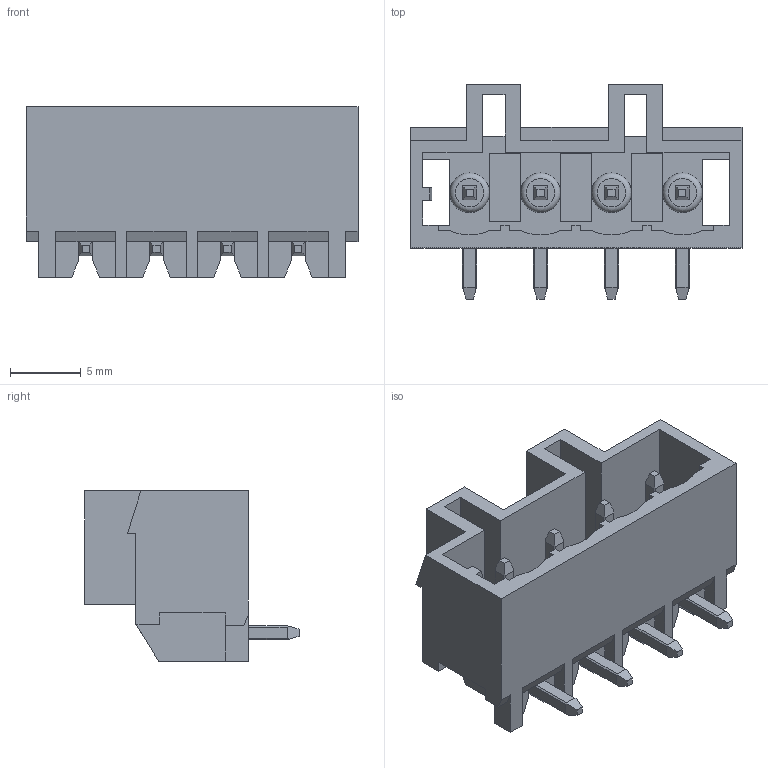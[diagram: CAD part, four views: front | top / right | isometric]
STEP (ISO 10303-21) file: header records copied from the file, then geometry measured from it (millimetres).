
FILE_DESCRIPTION( ( 'Unknown' ), '1' );
FILE_NAME( '691370710004B.stp', 'Unknown', ( 'Unknown' ), ( 'Unknown' ), 'PSStep 19.0.9', 'Unknown', ' ' );
FILE_SCHEMA( ( 'AUTOMOTIVE_DESIGN { 1 0 10303 214 1 1 1 1 }' ) );
Length unit declared in the file: millimetre
Products named in the file (3): Assem1; 6913707100xxB_PIN; 691370710004B
Assembly tree (5 placements, depth 2):
  Assem1
    6913707100xxB_PIN  x4
    691370710004B
Bounding box: 23.4 x 15.1 x 12 mm (x, y, z)
Volume: 1016.1 mm3; surface area: 2342 mm2
Topology: 5 solids, 5 shells, 276 faces, 803 edges, 520 vertices
Faces by surface type: plane 252, cylinder 12, cone 8, torus 4
Full cylindrical faces by diameter (mm): 2.8 x4
Entity records: 8120 total; most frequent: CARTESIAN_POINT 1169, ORIENTED_EDGE 1168, DIRECTION 1014, EDGE_CURVE 584, LINE 556, VECTOR 556, VERTEX_POINT 384, AXIS2_PLACEMENT_3D 229
